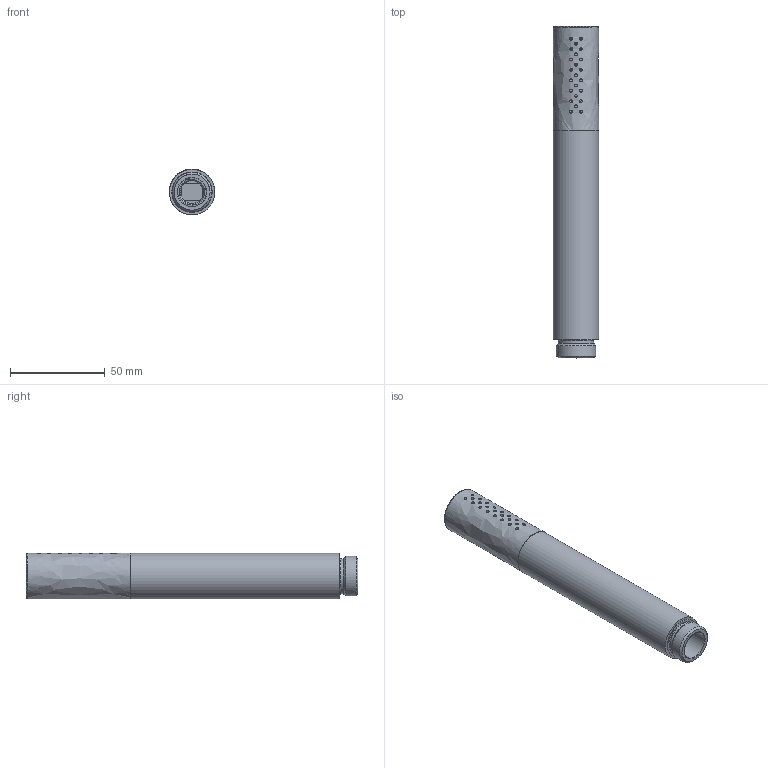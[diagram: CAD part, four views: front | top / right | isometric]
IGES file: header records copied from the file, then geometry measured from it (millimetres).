
Start section: C
Global section: file name: M352.igs; native system: By Siemens PLM Incorporated; preprocessor: XPlus GENERIC/IGES 18.0.17; author: Author; organization: Title; date: 20160421.103441; units: millimetre
Bounding box: 24 x 175.26 x 24.13 mm (x, y, z)
Volume: 40892 mm3; surface area: 45747.1 mm2
Topology: 8 solids, 8 shells, 317 faces, 1004 edges, 700 vertices
Faces by surface type: bspline 317
